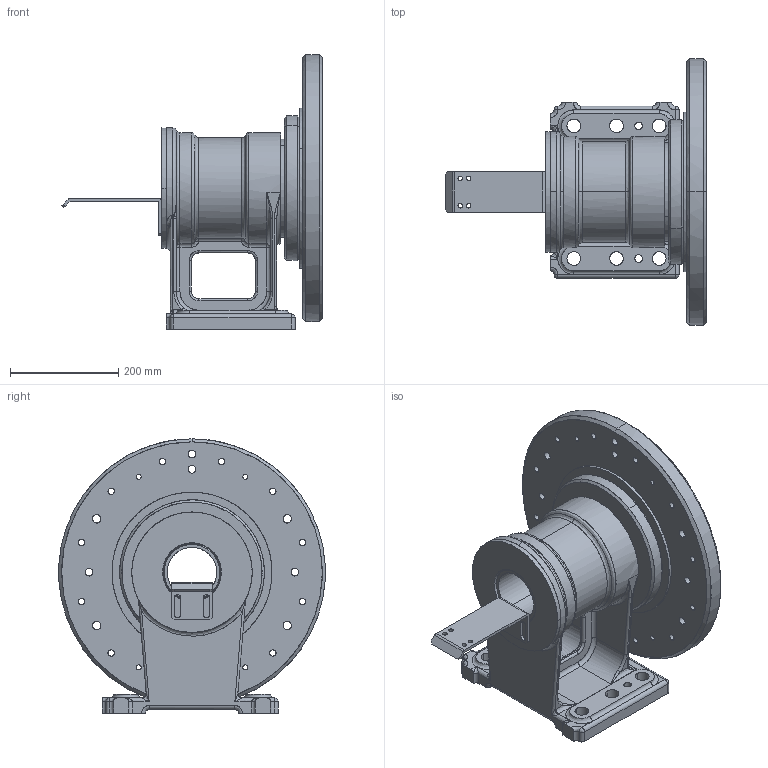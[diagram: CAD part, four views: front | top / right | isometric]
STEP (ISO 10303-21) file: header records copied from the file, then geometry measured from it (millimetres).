
FILE_DESCRIPTION(('FreeCAD Model'),'2;1');
FILE_NAME('Open CASCADE Shape Model','2025-05-02T13:18:41',('FreeCAD'),( 'FreeCAD'),'Open CASCADE STEP processor 7.6','FreeCAD','Unknown');
FILE_SCHEMA(('AUTOMOTIVE_DESIGN { 1 0 10303 214 1 1 1 1 }'));
Products named in the file (1): Open CASCADE STEP translator 7.6 1
Bounding box: 482.74 x 492.69 x 507.68 mm (x, y, z)
Surface area: 1564952.9 mm2 (no closed solid volume)
Topology: 0 solids, 368 shells, 368 faces, 1781 edges, 1763 vertices
Faces by surface type: bspline 368
Entity records: 36733 total; most frequent: CARTESIAN_POINT 28198, ORIENTED_EDGE 1763, EDGE_CURVE 1763, VERTEX_POINT 1763, B_SPLINE_CURVE_WITH_KNOTS 1126, FACE_BOUND 466, EDGE_LOOP 466, SHELL_BASED_SURFACE_MODEL 368
